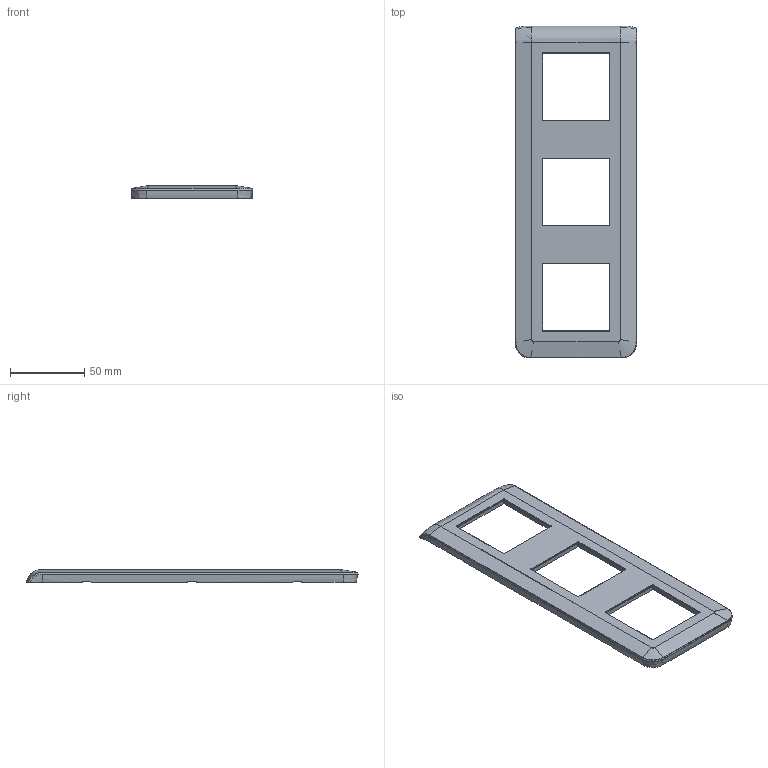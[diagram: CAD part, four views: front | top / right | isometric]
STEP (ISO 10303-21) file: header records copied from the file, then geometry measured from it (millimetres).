
FILE_DESCRIPTION(('CATIA V5 STEP Exchange','CAx-IF Rec.Pracs.--- Model Styling and Organization---1.5--- 2016-08-15','CAx-IF Rec.Pracs.---Supplemental Geometry---1.0---2011-11-01','CAx-IF Rec.Pracs.--- Composite Materials ---1.1---2010-07-15'),'2;1');
FILE_NAME('078823L.stp','2023-05-05T07:52:24+00:00',('none'),('none'),'CATIA Version 5-6 Release 2020 SP3','CATIA V5 STEP AP214 v2','none');
FILE_SCHEMA(('AUTOMOTIVE_DESIGN { 1 0 10303 214 1 1 1 1 }'));
Products named in the file (1): 078822L
Bounding box: 82 x 224 x 8.5 mm (x, y, z)
Volume: 38607 mm3; surface area: 52989.4 mm2
Topology: 2 solids, 2 shells, 832 faces, 2183 edges, 1329 vertices
Faces by surface type: bspline 296, cylinder 264, plane 242, sphere 24, extrusion 6
Entity records: 46920 total; most frequent: CARTESIAN_POINT 30649, ORIENTED_EDGE 4292, EDGE_CURVE 2146, DIRECTION 1732, VERTEX_POINT 1329, B_SPLINE_CURVE_WITH_KNOTS 1268, EDGE_LOOP 855, ADVANCED_FACE 832
